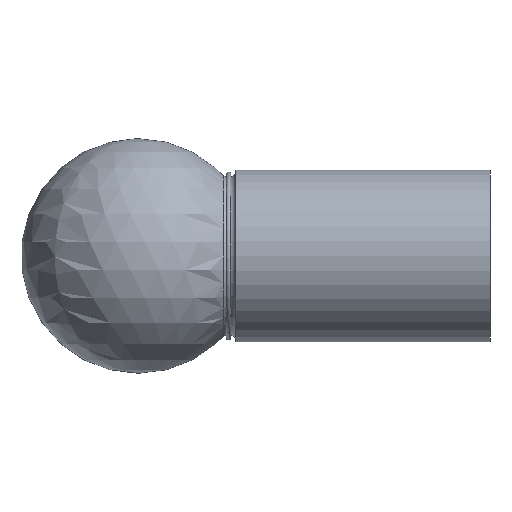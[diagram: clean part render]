
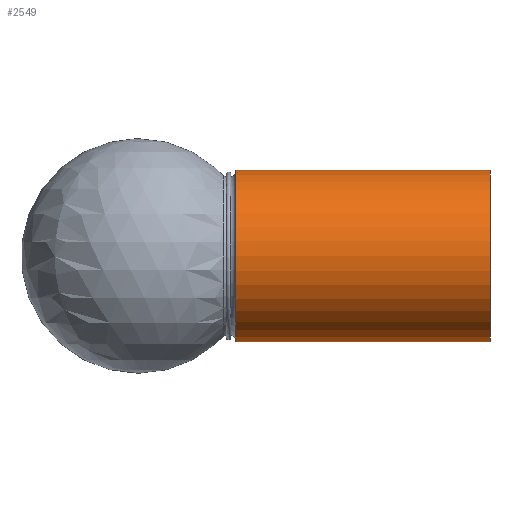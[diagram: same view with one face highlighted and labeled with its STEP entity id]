
A CAD part, left-side view. The second image highlights one B-rep face of the part: STEP entity #2549.
In plain terms, the highlighted cylindrical face has radius 11 mm (diameter 22 mm), a full revolution.
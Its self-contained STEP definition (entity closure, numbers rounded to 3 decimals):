
#94 = CARTESIAN_POINT ( 'NONE',  ( 0., -12.5, 0. ) ) ;
#461 = CARTESIAN_POINT ( 'NONE',  ( 11., -12.5, 0. ) ) ;
#570 = FACE_OUTER_BOUND ( 'NONE', #700, .T. ) ;
#613 = EDGE_CURVE ( 'NONE', #1680, #1680, #1692, .T. ) ;
#700 = EDGE_LOOP ( 'NONE', ( #886 ) ) ;
#849 = DIRECTION ( 'NONE',  ( 0., -1., 0. ) ) ;
#886 = ORIENTED_EDGE ( 'NONE', *, *, #613, .F. ) ;
#1040 = ORIENTED_EDGE ( 'NONE', *, *, #2437, .T. ) ;
#1090 = AXIS2_PLACEMENT_3D ( 'NONE', #2261, #1260, #2276 ) ;
#1260 = DIRECTION ( 'NONE',  ( 0., -1., 0. ) ) ;
#1507 = FACE_OUTER_BOUND ( 'NONE', #3106, .T. ) ;
#1536 = DIRECTION ( 'NONE',  ( 1., 0., 0. ) ) ;
#1614 = CARTESIAN_POINT ( 'NONE',  ( 0., -45., 0. ) ) ;
#1680 = VERTEX_POINT ( 'NONE', #1889 ) ;
#1692 = CIRCLE ( 'NONE', #3046, 11. ) ;
#1710 = CIRCLE ( 'NONE', #2967, 11. ) ;
#1889 = CARTESIAN_POINT ( 'NONE',  ( 11., -45., 0. ) ) ;
#2045 = DIRECTION ( 'NONE',  ( 0., -1., 0. ) ) ;
#2261 = CARTESIAN_POINT ( 'NONE',  ( 0., -45., 0. ) ) ;
#2276 = DIRECTION ( 'NONE',  ( 1., 0., 0. ) ) ;
#2437 = EDGE_CURVE ( 'NONE', #3086, #3086, #1710, .T. ) ;
#2464 = CYLINDRICAL_SURFACE ( 'NONE', #1090, 11. ) ;
#2549 = ADVANCED_FACE ( 'NONE', ( #1507, #570 ), #2464, .T. ) ;
#2780 = DIRECTION ( 'NONE',  ( 1., 0., 0. ) ) ;
#2967 = AXIS2_PLACEMENT_3D ( 'NONE', #94, #2045, #1536 ) ;
#3046 = AXIS2_PLACEMENT_3D ( 'NONE', #1614, #849, #2780 ) ;
#3086 = VERTEX_POINT ( 'NONE', #461 ) ;
#3106 = EDGE_LOOP ( 'NONE', ( #1040 ) ) ;
